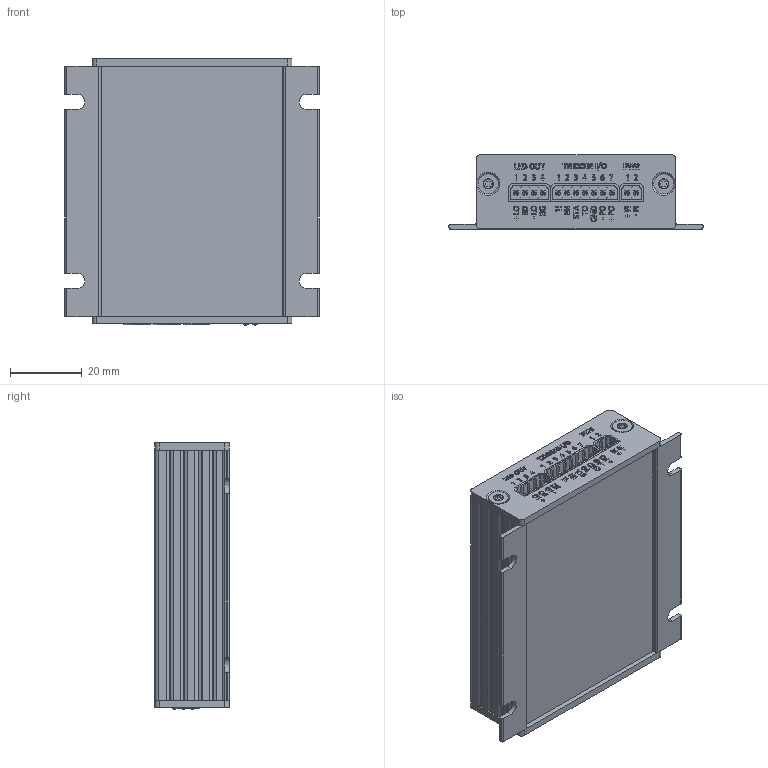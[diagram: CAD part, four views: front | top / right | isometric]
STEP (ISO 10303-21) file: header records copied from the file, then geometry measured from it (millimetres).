
FILE_DESCRIPTION(/* description */ ('>>BEZEICHNUNG<<'),/* implementation_level */ '2;1');
FILE_NAME(/* name */ 'CONT_DLC3005.stp',/* time_stamp */ '2016-02-03T07:28:57+01:00',/* author */ ('REGENSPURG'),/* organization */ ('Vision & Control'),/* preprocessor_version */ 'ST-DEVELOPER v16.1',/* originating_system */ 'Autodesk Inventor 2016',/* authorisation */ '');
FILE_SCHEMA (('AUTOMOTIVE_DESIGN { 1 0 10303 214 3 1 1 }'));
Products named in the file (1): CONT_DLC3005
Bounding box: 71 x 20.8 x 74.42 mm (x, y, z)
Volume: 76970.3 mm3; surface area: 18148.7 mm2
Topology: 1 solids, 1 shells, 6399 faces, 16918 edges, 11209 vertices
Faces by surface type: plane 3962, bspline 2106, cylinder 244, cone 76, sphere 8, torus 3
Full cylindrical faces by diameter (mm): 0.8 x3, 1.95 x6, 2 x6, 5.6 x4, 7.6 x3, 7.7 x3
Entity records: 215831 total; most frequent: CARTESIAN_POINT 64919, ORIENTED_EDGE 33708, DIRECTION 21864, EDGE_CURVE 16842, LINE 11876, VECTOR 11876, VERTEX_POINT 11187, EDGE_LOOP 7141
